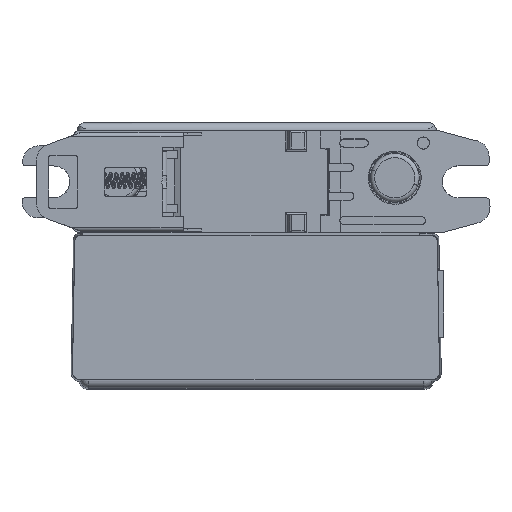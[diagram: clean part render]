
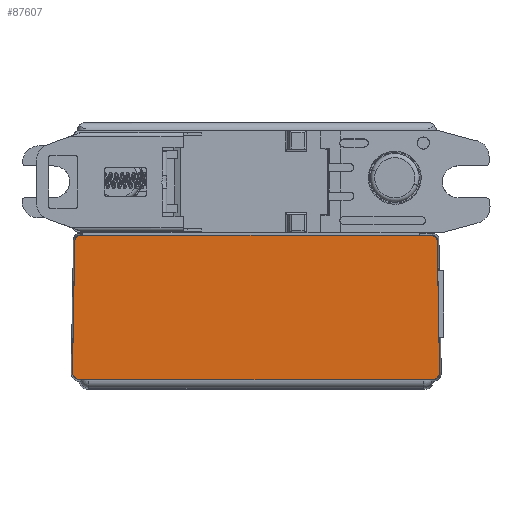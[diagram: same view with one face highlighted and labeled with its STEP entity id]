
A CAD part, front view. The second image highlights one B-rep face of the part: STEP entity #87607.
In plain terms, the highlighted planar face has unit normal (0, -1, 0).
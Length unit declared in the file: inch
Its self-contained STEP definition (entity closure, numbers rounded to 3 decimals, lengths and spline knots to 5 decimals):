
#704 = LINE ( 'NONE', #41098, #124835 ) ;
#5032 = ORIENTED_EDGE ( 'NONE', *, *, #115121, .F. ) ;
#5640 = CARTESIAN_POINT ( 'NONE',  ( 3.49486, -0.09449, -0.05885 ) ) ;
#6682 = CARTESIAN_POINT ( 'NONE',  ( 3.43581, -0.09449, -0.00082 ) ) ;
#14356 = ORIENTED_EDGE ( 'NONE', *, *, #67213, .F. ) ;
#16573 = CARTESIAN_POINT ( 'NONE',  ( -0.02242, -0.09449, -1.33189 ) ) ;
#17243 = CARTESIAN_POINT ( 'NONE',  ( 3.49426, -0.09449, -0.02474 ) ) ;
#18712 = CARTESIAN_POINT ( 'NONE',  ( 0.01051, -0.09449, -1.39288 ) ) ;
#20443 = ORIENTED_EDGE ( 'NONE', *, *, #29749, .T. ) ;
#24311 = CARTESIAN_POINT ( 'NONE',  ( 3.51756, -0.09449, -1.35952 ) ) ;
#29749 = EDGE_CURVE ( 'NONE', #142618, #51764, #91370, .T. ) ;
#31568 = EDGE_CURVE ( 'NONE', #156159, #144716, #114540, .T. ) ;
#35781 = CARTESIAN_POINT ( 'NONE',  ( 3.43581, -0.09449, -0.00082 ) ) ;
#38189 = CARTESIAN_POINT ( 'NONE',  ( 0.05884, -0.09449, -0.00082 ) ) ;
#38310 = CARTESIAN_POINT ( 'NONE',  ( -0.02209, -0.09449, -1.31276 ) ) ;
#40820 = LINE ( 'NONE', #16573, #52121 ) ;
#41098 = CARTESIAN_POINT ( 'NONE',  ( 3.51898, -0.09449, -0.00082 ) ) ;
#43669 = DIRECTION ( 'NONE',  ( -1., 0., 0. ) ) ;
#44711 = CARTESIAN_POINT ( 'NONE',  ( 3.51898, -0.09449, -1.39288 ) ) ;
#46809 = CARTESIAN_POINT ( 'NONE',  ( -0.0002, -0.09449, -0.05885 ) ) ;
#48738 = CARTESIAN_POINT ( 'NONE',  ( 0.00039, -0.09449, -0.02474 ) ) ;
#48864 =( BOUNDED_CURVE ( )  B_SPLINE_CURVE ( 3, ( #56370, #80585, #24311, #96287 ),
 .UNSPECIFIED., .F., .F. ) 
 B_SPLINE_CURVE_WITH_KNOTS ( ( 4, 4 ),
 ( 5.4891, 7.07727 ),
 .UNSPECIFIED. ) 
 CURVE ( )  GEOMETRIC_REPRESENTATION_ITEM ( )  RATIONAL_B_SPLINE_CURVE ( ( 1., 0.801, 0.801, 1. ) ) 
 REPRESENTATION_ITEM ( '' )  );
#49420 = CARTESIAN_POINT ( 'NONE',  ( -0.0221, -0.09449, -1.31414 ) ) ;
#51764 = VERTEX_POINT ( 'NONE', #113223 ) ;
#52121 = VECTOR ( 'NONE', #100638, 39.37008 ) ;
#53032 = VERTEX_POINT ( 'NONE', #38310 ) ;
#53815 = ORIENTED_EDGE ( 'NONE', *, *, #96960, .T. ) ;
#54267 = CARTESIAN_POINT ( 'NONE',  ( -0.0221, -0.09449, -1.31368 ) ) ;
#56370 = CARTESIAN_POINT ( 'NONE',  ( 3.43802, -0.09449, -1.39288 ) ) ;
#57329 = CARTESIAN_POINT ( 'NONE',  ( 3.51674, -0.09449, -1.31276 ) ) ;
#62236 = DIRECTION ( 'NONE',  ( 0., 1., 0. ) ) ;
#64674 = DIRECTION ( 'NONE',  ( 1., 0., 0. ) ) ;
#67213 = EDGE_CURVE ( 'NONE', #86768, #144716, #704, .T. ) ;
#68012 = LINE ( 'NONE', #105544, #124432 ) ;
#68165 = ORIENTED_EDGE ( 'NONE', *, *, #150397, .F. ) ;
#68540 = CARTESIAN_POINT ( 'NONE',  ( -0.0221, -0.09449, -1.31414 ) ) ;
#69726 =( BOUNDED_CURVE ( )  B_SPLINE_CURVE ( 3, ( #38189, #120727, #48738, #96538 ),
 .UNSPECIFIED., .F., .F. ) 
 B_SPLINE_CURVE_WITH_KNOTS ( ( 4, 4 ),
 ( 5.50655, 7.05982 ),
 .UNSPECIFIED. ) 
 CURVE ( )  GEOMETRIC_REPRESENTATION_ITEM ( )  RATIONAL_B_SPLINE_CURVE ( ( 1., 0.809, 0.809, 1. ) ) 
 REPRESENTATION_ITEM ( '' )  );
#77893 = CARTESIAN_POINT ( 'NONE',  ( -0.0221, -0.09449, -1.31322 ) ) ;
#79513 = CARTESIAN_POINT ( 'NONE',  ( 3.43802, -0.09449, -1.39288 ) ) ;
#80585 = CARTESIAN_POINT ( 'NONE',  ( 3.48478, -0.09449, -1.39288 ) ) ;
#81197 = LINE ( 'NONE', #44711, #145149 ) ;
#81866 = DIRECTION ( 'NONE',  ( 0.017, 0., -1. ) ) ;
#86520 = EDGE_CURVE ( 'NONE', #86768, #155649, #69726, .T. ) ;
#86768 = VERTEX_POINT ( 'NONE', #140561 ) ;
#87607 = ADVANCED_FACE ( 'NONE', ( #117690 ), #96934, .F. ) ;
#89158 = CARTESIAN_POINT ( 'NONE',  ( 3.46993, -0.09449, -0.00082 ) ) ;
#89945 = CARTESIAN_POINT ( 'NONE',  ( -0.0221, -0.09449, -1.31414 ) ) ;
#91370 =( BOUNDED_CURVE ( )  B_SPLINE_CURVE ( 3, ( #68540, #103825, #18712, #129007 ),
 .UNSPECIFIED., .F., .F. ) 
 B_SPLINE_CURVE_WITH_KNOTS ( ( 4, 4 ),
 ( 5.50655, 7.07727 ),
 .UNSPECIFIED. ) 
 CURVE ( )  GEOMETRIC_REPRESENTATION_ITEM ( )  RATIONAL_B_SPLINE_CURVE ( ( 1., 0.805, 0.805, 1. ) ) 
 REPRESENTATION_ITEM ( '' )  );
#96287 = CARTESIAN_POINT ( 'NONE',  ( 3.51674, -0.09449, -1.31276 ) ) ;
#96538 = CARTESIAN_POINT ( 'NONE',  ( -0.0002, -0.09449, -0.05885 ) ) ;
#96934 = PLANE ( 'NONE',  #116228 ) ;
#96960 = EDGE_CURVE ( 'NONE', #53032, #142618, #148586, .T. ) ;
#97115 = VERTEX_POINT ( 'NONE', #57329 ) ;
#100638 = DIRECTION ( 'NONE',  ( 0.017, 0., 1. ) ) ;
#101574 = CARTESIAN_POINT ( 'NONE',  ( -0.02209, -0.09449, -1.31276 ) ) ;
#103825 = CARTESIAN_POINT ( 'NONE',  ( -0.0221, -0.09449, -1.36026 ) ) ;
#105188 = ORIENTED_EDGE ( 'NONE', *, *, #31568, .T. ) ;
#105544 = CARTESIAN_POINT ( 'NONE',  ( 3.51816, -0.09449, -1.39372 ) ) ;
#109532 = DIRECTION ( 'NONE',  ( 0., 0., 1. ) ) ;
#110018 = CARTESIAN_POINT ( 'NONE',  ( 3.51898, -0.09449, -1.3937 ) ) ;
#110431 = EDGE_CURVE ( 'NONE', #53032, #155649, #40820, .T. ) ;
#110501 = EDGE_LOOP ( 'NONE', ( #5032, #105188, #14356, #124069, #128991, #53815, #20443, #68165, #134812 ) ) ;
#113223 = CARTESIAN_POINT ( 'NONE',  ( 0.05664, -0.09449, -1.39288 ) ) ;
#114540 =( BOUNDED_CURVE ( )  B_SPLINE_CURVE ( 3, ( #5640, #17243, #89158, #6682 ),
 .UNSPECIFIED., .F., .F. ) 
 B_SPLINE_CURVE_WITH_KNOTS ( ( 4, 4 ),
 ( 5.50655, 7.05982 ),
 .UNSPECIFIED. ) 
 CURVE ( )  GEOMETRIC_REPRESENTATION_ITEM ( )  RATIONAL_B_SPLINE_CURVE ( ( 1., 0.809, 0.809, 1. ) ) 
 REPRESENTATION_ITEM ( '' )  );
#115121 = EDGE_CURVE ( 'NONE', #156159, #97115, #68012, .T. ) ;
#116228 = AXIS2_PLACEMENT_3D ( 'NONE', #110018, #62236, #109532 ) ;
#117690 = FACE_OUTER_BOUND ( 'NONE', #110501, .T. ) ;
#120727 = CARTESIAN_POINT ( 'NONE',  ( 0.02473, -0.09449, -0.00082 ) ) ;
#124069 = ORIENTED_EDGE ( 'NONE', *, *, #86520, .T. ) ;
#124432 = VECTOR ( 'NONE', #81866, 39.37008 ) ;
#124835 = VECTOR ( 'NONE', #64674, 39.37008 ) ;
#127729 = VERTEX_POINT ( 'NONE', #79513 ) ;
#128991 = ORIENTED_EDGE ( 'NONE', *, *, #110431, .F. ) ;
#129007 = CARTESIAN_POINT ( 'NONE',  ( 0.05664, -0.09449, -1.39288 ) ) ;
#130184 = CARTESIAN_POINT ( 'NONE',  ( 3.49486, -0.09449, -0.05885 ) ) ;
#134720 = EDGE_CURVE ( 'NONE', #127729, #97115, #48864, .T. ) ;
#134812 = ORIENTED_EDGE ( 'NONE', *, *, #134720, .T. ) ;
#140561 = CARTESIAN_POINT ( 'NONE',  ( 0.05884, -0.09449, -0.00082 ) ) ;
#142618 = VERTEX_POINT ( 'NONE', #49420 ) ;
#144716 = VERTEX_POINT ( 'NONE', #35781 ) ;
#145149 = VECTOR ( 'NONE', #43669, 39.37008 ) ;
#148586 =( BOUNDED_CURVE ( )  B_SPLINE_CURVE ( 3, ( #101574, #77893, #54267, #89945 ),
 .UNSPECIFIED., .F., .F. ) 
 B_SPLINE_CURVE_WITH_KNOTS ( ( 4, 4 ),
 ( 5.4891, 5.50655 ),
 .UNSPECIFIED. ) 
 CURVE ( )  GEOMETRIC_REPRESENTATION_ITEM ( )  RATIONAL_B_SPLINE_CURVE ( ( 1., 1., 1., 1. ) ) 
 REPRESENTATION_ITEM ( '' )  );
#150397 = EDGE_CURVE ( 'NONE', #127729, #51764, #81197, .T. ) ;
#155649 = VERTEX_POINT ( 'NONE', #46809 ) ;
#156159 = VERTEX_POINT ( 'NONE', #130184 ) ;
